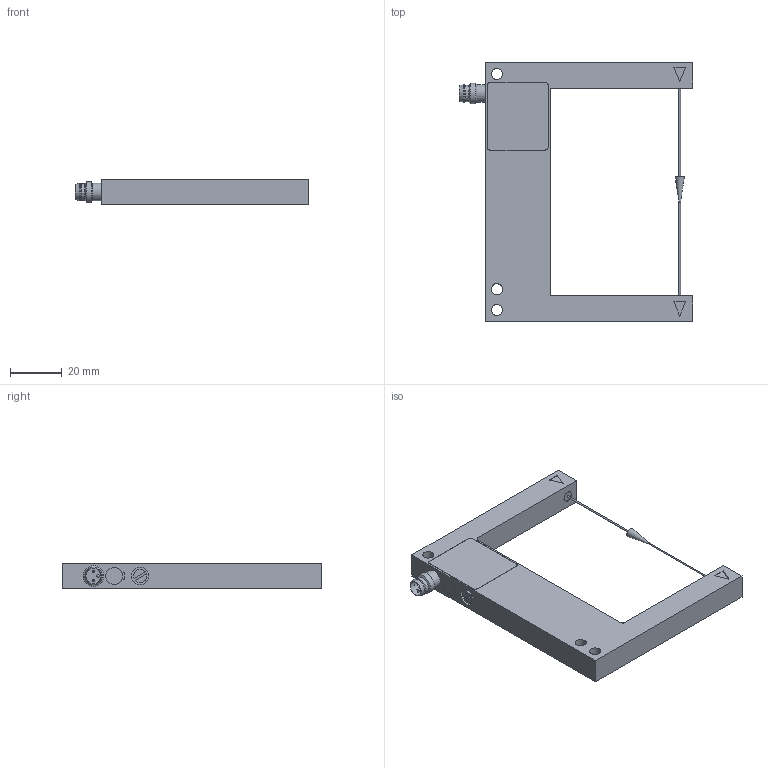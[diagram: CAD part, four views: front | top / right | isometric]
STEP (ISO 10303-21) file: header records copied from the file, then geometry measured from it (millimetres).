
FILE_DESCRIPTION(/* description */ ('STEP AP214'),/* implementation_level */ '2;1');
FILE_NAME(/* name */ '553557_SOOF-M-FL-SM-C80-P',/* time_stamp */ '2024-09-15T10:23:51+02:00',/* author */ ('License CC BY-ND 4.0'),/* organization */ ('CADENAS'),/* preprocessor_version */ 'ST-DEVELOPER v19.3',/* originating_system */ 'PARTsolutions',/* authorisation */ ' ');
FILE_SCHEMA (('AUTOMOTIVE_DESIGN {1 0 10303 214 3 1 1}'));
Length unit declared in the file: millimetre
Products named in the file (3): 553557 SOOF-M-FL-SM-C80-P---(0); 553557 SOOF-M-FL-SM-C80-P_P; Light-Beam-1-80-0.6
Assembly tree (2 placements, depth 2):
  553557 SOOF-M-FL-SM-C80-P---(0)
    553557 SOOF-M-FL-SM-C80-P_P
    Light-Beam-1-80-0.6
Bounding box: 90 x 100 x 10 mm (x, y, z)
Volume: 35802.7 mm3; surface area: 12887.2 mm2
Topology: 2 solids, 2 shells, 74 faces, 161 edges, 104 vertices
Faces by surface type: plane 40, cylinder 26, cone 5, sphere 3
Full cylindrical faces by diameter (mm): 0.6 x2, 1 x3, 4 x2, 4.3 x3, 5.8 x1, 6.499 x1, 6.5 x1, 6.7 x1, 6.773 x1, 6.9 x1, 8 x1
Entity records: 1946 total; most frequent: DIRECTION 340, CARTESIAN_POINT 309, ORIENTED_EDGE 264, EDGE_CURVE 132, AXIS2_PLACEMENT_3D 131, EDGE_LOOP 118, FACE_BOUND 118, VERTEX_POINT 100
